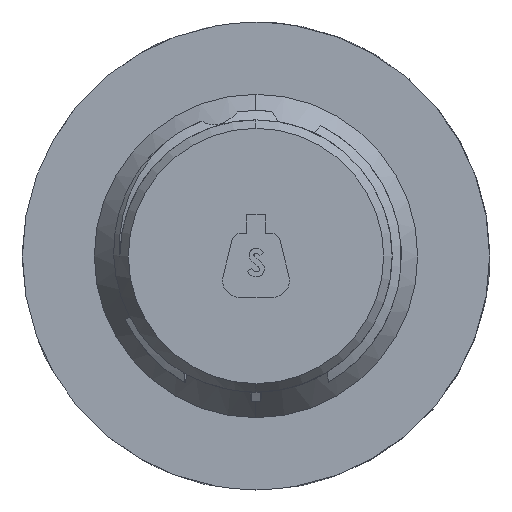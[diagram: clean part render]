
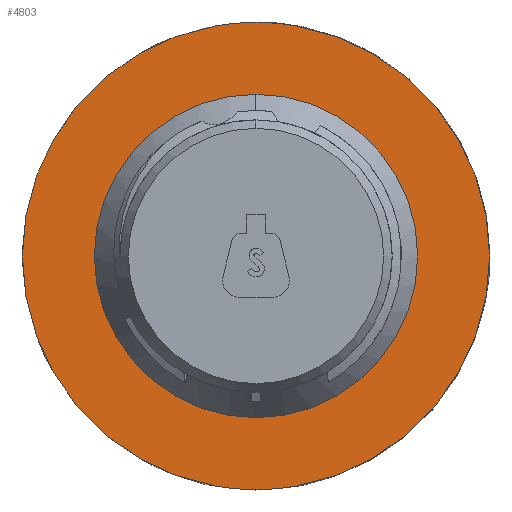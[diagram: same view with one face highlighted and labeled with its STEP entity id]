
A CAD part, front view. The second image highlights one B-rep face of the part: STEP entity #4803.
In plain terms, the highlighted planar face has unit normal (0, -1, 0).
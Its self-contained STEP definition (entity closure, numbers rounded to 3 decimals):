
#224 = CARTESIAN_POINT ( 'NONE',  ( 0., 15.284, 0. ) ) ;
#270 = VERTEX_POINT ( 'NONE', #9342 ) ;
#601 = DIRECTION ( 'NONE',  ( 0., 1., 0. ) ) ;
#628 = EDGE_LOOP ( 'NONE', ( #11311, #7046 ) ) ;
#703 = CARTESIAN_POINT ( 'NONE',  ( 0., 15.284, 0. ) ) ;
#1521 = DIRECTION ( 'NONE',  ( 0., 1., 0. ) ) ;
#1596 = DIRECTION ( 'NONE',  ( 0., 0., -1. ) ) ;
#2027 = EDGE_CURVE ( 'NONE', #12163, #5414, #11190, .T. ) ;
#2122 = CIRCLE ( 'NONE', #8545, 19. ) ;
#2193 = EDGE_CURVE ( 'NONE', #8627, #270, #2122, .T. ) ;
#2286 = DIRECTION ( 'NONE',  ( 0., -1., 0. ) ) ;
#2840 = DIRECTION ( 'NONE',  ( 0., -1., 0. ) ) ;
#3024 = EDGE_LOOP ( 'NONE', ( #12036, #11962 ) ) ;
#3328 = FACE_BOUND ( 'NONE', #3024, .T. ) ;
#3397 = CARTESIAN_POINT ( 'NONE',  ( 18., 15.284, 0. ) ) ;
#3960 = AXIS2_PLACEMENT_3D ( 'NONE', #703, #1521, #1596 ) ;
#4763 = DIRECTION ( 'NONE',  ( 0., 0., -1. ) ) ;
#4785 = AXIS2_PLACEMENT_3D ( 'NONE', #224, #7073, #4763 ) ;
#4803 = ADVANCED_FACE ( 'NONE', ( #3328, #12467 ), #9059, .T. ) ;
#4938 = AXIS2_PLACEMENT_3D ( 'NONE', #3397, #2286, #12322 ) ;
#5414 = VERTEX_POINT ( 'NONE', #11234 ) ;
#6997 = CARTESIAN_POINT ( 'NONE',  ( 27.454, 15.284, 0. ) ) ;
#7046 = ORIENTED_EDGE ( 'NONE', *, *, #7335, .T. ) ;
#7073 = DIRECTION ( 'NONE',  ( 0., -1., 0. ) ) ;
#7335 = EDGE_CURVE ( 'NONE', #5414, #12163, #8329, .T. ) ;
#8329 = CIRCLE ( 'NONE', #9042, 27.454 ) ;
#8545 = AXIS2_PLACEMENT_3D ( 'NONE', #12868, #601, #11820 ) ;
#8627 = VERTEX_POINT ( 'NONE', #12744 ) ;
#8724 = CIRCLE ( 'NONE', #3960, 19. ) ;
#9042 = AXIS2_PLACEMENT_3D ( 'NONE', #14212, #2840, #14136 ) ;
#9059 = PLANE ( 'NONE',  #4938 ) ;
#9342 = CARTESIAN_POINT ( 'NONE',  ( 0., 15.284, -19. ) ) ;
#11190 = CIRCLE ( 'NONE', #4785, 27.454 ) ;
#11234 = CARTESIAN_POINT ( 'NONE',  ( -27.454, 15.284, 0. ) ) ;
#11311 = ORIENTED_EDGE ( 'NONE', *, *, #2027, .T. ) ;
#11404 = EDGE_CURVE ( 'NONE', #270, #8627, #8724, .T. ) ;
#11820 = DIRECTION ( 'NONE',  ( 0., 0., -1. ) ) ;
#11962 = ORIENTED_EDGE ( 'NONE', *, *, #11404, .T. ) ;
#12036 = ORIENTED_EDGE ( 'NONE', *, *, #2193, .T. ) ;
#12163 = VERTEX_POINT ( 'NONE', #6997 ) ;
#12322 = DIRECTION ( 'NONE',  ( 0., 0., -1. ) ) ;
#12467 = FACE_OUTER_BOUND ( 'NONE', #628, .T. ) ;
#12744 = CARTESIAN_POINT ( 'NONE',  ( 0., 15.284, 19. ) ) ;
#12868 = CARTESIAN_POINT ( 'NONE',  ( 0., 15.284, 0. ) ) ;
#14136 = DIRECTION ( 'NONE',  ( 0., 0., -1. ) ) ;
#14212 = CARTESIAN_POINT ( 'NONE',  ( 0., 15.284, 0. ) ) ;
